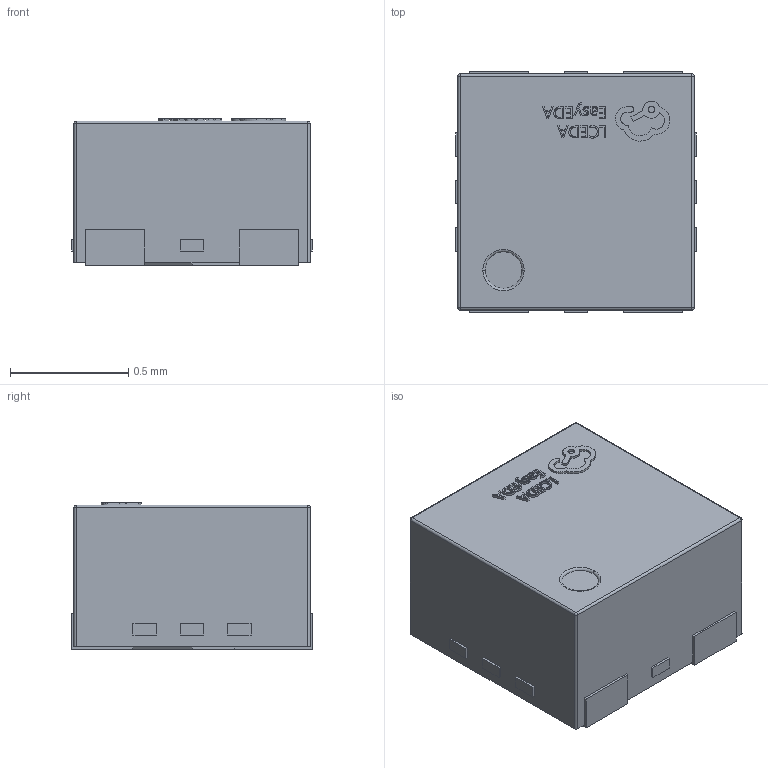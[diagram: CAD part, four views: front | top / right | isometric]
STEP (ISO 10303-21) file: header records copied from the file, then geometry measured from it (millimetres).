
FILE_DESCRIPTION (( 'STEP AP214' ), '1' );
FILE_NAME ('UDFN-4_L1.0-W1.0-H0.6-P0.65-BL-EP.step', '2022-06-30T14:00:22', ( '' ), ( '' ), 'SwSTEP 2.0', 'SolidWorks 2020', '' );
FILE_SCHEMA (( 'AUTOMOTIVE_DESIGN' ));
Length unit declared in the file: millimetre
Products named in the file (1): UDFN-4_L1.0-W1.0-H0.6-P0.65-BL-EP
Bounding box: 1.02 x 1.02 x 0.62 mm (x, y, z)
Volume: 0.6 mm3; surface area: 4.5 mm2
Topology: 1 solids, 1 shells, 376 faces, 1006 edges, 664 vertices
Faces by surface type: plane 250, bspline 112, cylinder 8, sphere 4, torus 2
Entity records: 16934 total; most frequent: CARTESIAN_POINT 4147, ORIENTED_EDGE 2004, DIRECTION 1326, EDGE_CURVE 1002, LINE 752, VECTOR 752, VERTEX_POINT 664, EDGE_LOOP 412
